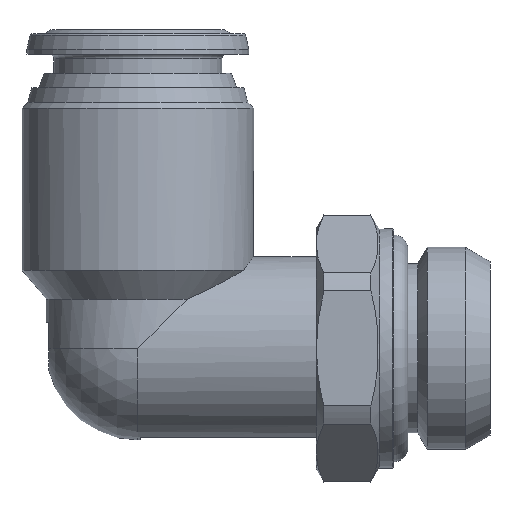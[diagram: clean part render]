
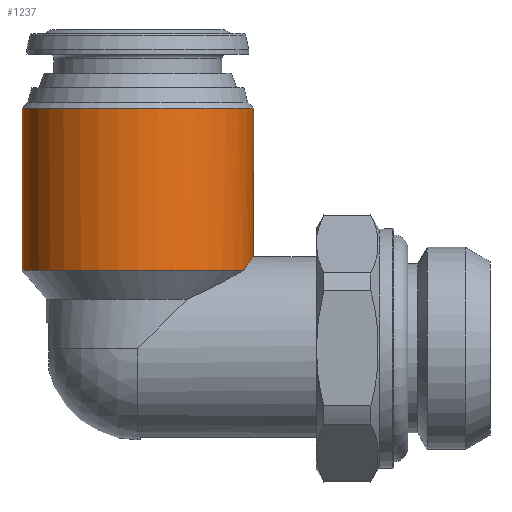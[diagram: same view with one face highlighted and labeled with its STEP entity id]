
A CAD part, left-side view. The second image highlights one B-rep face of the part: STEP entity #1237.
In plain terms, the highlighted cylindrical face has radius 12 mm (diameter 24 mm), a full revolution.
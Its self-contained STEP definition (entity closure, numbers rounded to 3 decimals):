
#64=B_SPLINE_CURVE_WITH_KNOTS('',3,(#1699,#1700,#1701,#1702,#1703,#1704,
#1705),.UNSPECIFIED.,.F.,.F.,(4,1,1,1,4),(0.,0.003,0.005,
0.008,0.011),.UNSPECIFIED.);
#160=CIRCLE('',#1345,12.);
#161=CIRCLE('',#1346,12.);
#294=ORIENTED_EDGE('',*,*,#467,.F.);
#295=ORIENTED_EDGE('',*,*,#399,.T.);
#296=ORIENTED_EDGE('',*,*,#468,.T.);
#399=EDGE_CURVE('',#503,#502,#64,.T.);
#467=EDGE_CURVE('',#503,#502,#160,.T.);
#468=EDGE_CURVE('',#548,#548,#161,.T.);
#502=VERTEX_POINT('',#1698);
#503=VERTEX_POINT('',#1706);
#548=VERTEX_POINT('',#1914);
#611=EDGE_LOOP('',(#294,#295));
#612=EDGE_LOOP('',(#296));
#707=FACE_BOUND('',#611,.T.);
#708=FACE_BOUND('',#612,.T.);
#775=CYLINDRICAL_SURFACE('',#1344,12.);
#1237=ADVANCED_FACE('',(#707,#708),#775,.T.);
#1344=AXIS2_PLACEMENT_3D('',#1911,#1555,#1556);
#1345=AXIS2_PLACEMENT_3D('',#1912,#1557,#1558);
#1346=AXIS2_PLACEMENT_3D('',#1913,#1559,#1560);
#1555=DIRECTION('',(0.,0.,-1.));
#1556=DIRECTION('',(-1.,0.,0.));
#1557=DIRECTION('',(0.,0.,-1.));
#1558=DIRECTION('',(-1.,0.,0.));
#1559=DIRECTION('',(0.,0.,-1.));
#1560=DIRECTION('',(-1.,0.,0.));
#1698=CARTESIAN_POINT('',(4.964,25.575,8.1));
#1699=CARTESIAN_POINT('',(-4.964,25.575,8.1));
#1700=CARTESIAN_POINT('',(-4.248,25.25,8.539));
#1701=CARTESIAN_POINT('',(-2.681,24.708,9.24));
#1702=CARTESIAN_POINT('',(-0.009,24.397,9.629));
#1703=CARTESIAN_POINT('',(2.676,24.705,9.243));
#1704=CARTESIAN_POINT('',(4.247,25.249,8.539));
#1705=CARTESIAN_POINT('',(4.964,25.575,8.1));
#1706=CARTESIAN_POINT('',(-4.964,25.575,8.1));
#1911=CARTESIAN_POINT('',(0.,36.5,0.));
#1912=CARTESIAN_POINT('',(0.,36.5,8.1));
#1913=CARTESIAN_POINT('',(0.,36.5,24.902));
#1914=CARTESIAN_POINT('',(-12.,36.5,24.902));
